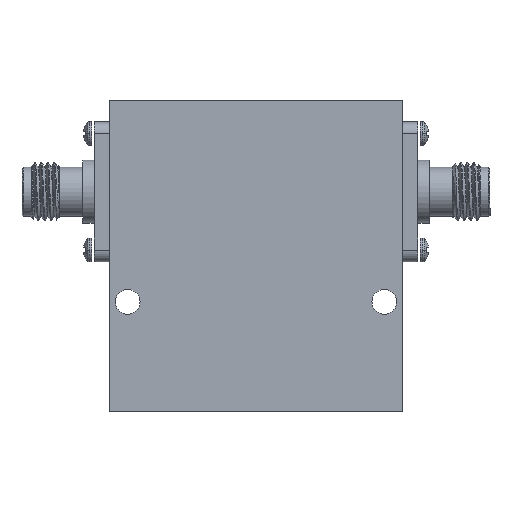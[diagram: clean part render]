
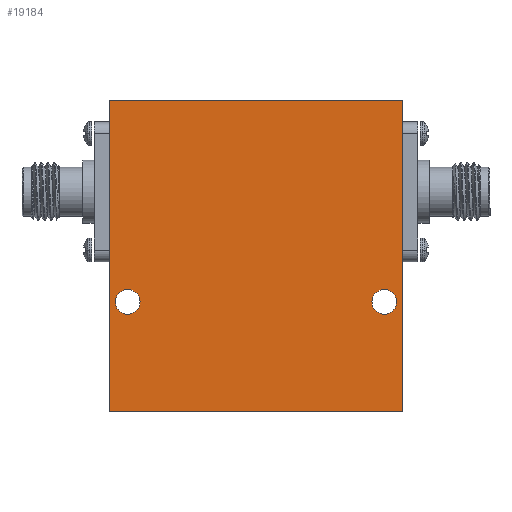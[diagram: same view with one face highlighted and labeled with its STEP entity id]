
A CAD part, front view. The second image highlights one B-rep face of the part: STEP entity #19184.
In plain terms, the highlighted planar face has unit normal (0, -1, 0).
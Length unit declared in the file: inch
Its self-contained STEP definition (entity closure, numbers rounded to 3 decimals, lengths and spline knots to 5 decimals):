
#49 = EDGE_LOOP ( 'NONE', ( #19124, #51298, #65538, #69044 ) ) ;
#432 = VECTOR ( 'NONE', #61591, 39.37008 ) ;
#1196 = DIRECTION ( 'NONE',  ( 0., 0., 1. ) ) ;
#1367 = EDGE_CURVE ( 'NONE', #65238, #59776, #11991, .T. ) ;
#2283 = VECTOR ( 'NONE', #18744, 39.37008 ) ;
#2761 = ORIENTED_EDGE ( 'NONE', *, *, #19504, .T. ) ;
#3867 = CIRCLE ( 'NONE', #45822, 0.05315 ) ;
#4964 = CARTESIAN_POINT ( 'NONE',  ( 0.55118, -0.35433, -0.19685 ) ) ;
#5177 = EDGE_CURVE ( 'NONE', #59776, #56858, #50514, .T. ) ;
#5732 = CARTESIAN_POINT ( 'NONE',  ( -0.62992, -0.35433, -0.66929 ) ) ;
#6867 = VERTEX_POINT ( 'NONE', #72536 ) ;
#7696 = DIRECTION ( 'NONE',  ( 0., 0., 1. ) ) ;
#11762 = AXIS2_PLACEMENT_3D ( 'NONE', #40671, #46580, #12740 ) ;
#11991 = LINE ( 'NONE', #37544, #432 ) ;
#12740 = DIRECTION ( 'NONE',  ( 0., 0., -1. ) ) ;
#13928 = DIRECTION ( 'NONE',  ( 0., 1., 0. ) ) ;
#16997 = EDGE_LOOP ( 'NONE', ( #37854, #2761 ) ) ;
#17204 = VERTEX_POINT ( 'NONE', #35425 ) ;
#17776 = CARTESIAN_POINT ( 'NONE',  ( 0.55118, -0.35433, -0.25 ) ) ;
#18715 = CARTESIAN_POINT ( 'NONE',  ( -0.62992, -0.35433, 0.66929 ) ) ;
#18744 = DIRECTION ( 'NONE',  ( 0., 0., -1. ) ) ;
#18937 = PLANE ( 'NONE',  #11762 ) ;
#19124 = ORIENTED_EDGE ( 'NONE', *, *, #49186, .F. ) ;
#19184 = ADVANCED_FACE ( 'NONE', ( #31496, #28874, #23521 ), #18937, .T. ) ;
#19504 = EDGE_CURVE ( 'NONE', #38342, #23017, #3867, .T. ) ;
#19533 = DIRECTION ( 'NONE',  ( 1., 0., 0. ) ) ;
#19592 = CARTESIAN_POINT ( 'NONE',  ( 0.55118, -0.35433, -0.1437 ) ) ;
#21822 = DIRECTION ( 'NONE',  ( 0., 1., 0. ) ) ;
#22390 = ORIENTED_EDGE ( 'NONE', *, *, #60021, .T. ) ;
#23017 = VERTEX_POINT ( 'NONE', #19592 ) ;
#23521 = FACE_OUTER_BOUND ( 'NONE', #49, .T. ) ;
#28460 = VECTOR ( 'NONE', #41610, 39.37008 ) ;
#28636 = CARTESIAN_POINT ( 'NONE',  ( -0.55118, -0.35433, -0.25 ) ) ;
#28874 = FACE_BOUND ( 'NONE', #16997, .T. ) ;
#29020 = DIRECTION ( 'NONE',  ( 0., 1., 0. ) ) ;
#29266 = LINE ( 'NONE', #30461, #53905 ) ;
#29379 = AXIS2_PLACEMENT_3D ( 'NONE', #69917, #13928, #7696 ) ;
#30228 = CIRCLE ( 'NONE', #29379, 0.05315 ) ;
#30461 = CARTESIAN_POINT ( 'NONE',  ( -0.62992, -0.35433, 0.66929 ) ) ;
#31496 = FACE_BOUND ( 'NONE', #33390, .T. ) ;
#33390 = EDGE_LOOP ( 'NONE', ( #34145, #22390 ) ) ;
#33824 = DIRECTION ( 'NONE',  ( 0., 0., 1. ) ) ;
#34145 = ORIENTED_EDGE ( 'NONE', *, *, #36975, .T. ) ;
#34438 = CARTESIAN_POINT ( 'NONE',  ( -0.55118, -0.35433, -0.19685 ) ) ;
#34945 = EDGE_CURVE ( 'NONE', #23017, #38342, #62659, .T. ) ;
#35425 = CARTESIAN_POINT ( 'NONE',  ( 0.62992, -0.35433, 0.66929 ) ) ;
#36975 = EDGE_CURVE ( 'NONE', #6867, #39575, #43837, .T. ) ;
#37544 = CARTESIAN_POINT ( 'NONE',  ( -0.62992, -0.35433, -0.66929 ) ) ;
#37854 = ORIENTED_EDGE ( 'NONE', *, *, #34945, .T. ) ;
#38332 = CARTESIAN_POINT ( 'NONE',  ( 0.62992, -0.35433, -0.66929 ) ) ;
#38342 = VERTEX_POINT ( 'NONE', #17776 ) ;
#38909 = DIRECTION ( 'NONE',  ( 0., 0., 1. ) ) ;
#39575 = VERTEX_POINT ( 'NONE', #28636 ) ;
#40671 = CARTESIAN_POINT ( 'NONE',  ( 0., -0.35433, 0. ) ) ;
#41610 = DIRECTION ( 'NONE',  ( 0., 0., 1. ) ) ;
#43837 = CIRCLE ( 'NONE', #46021, 0.05315 ) ;
#45822 = AXIS2_PLACEMENT_3D ( 'NONE', #4964, #21822, #38909 ) ;
#46021 = AXIS2_PLACEMENT_3D ( 'NONE', #34438, #29020, #1196 ) ;
#46580 = DIRECTION ( 'NONE',  ( 0., -1., 0. ) ) ;
#47094 = CARTESIAN_POINT ( 'NONE',  ( 0.62992, -0.35433, 0.66929 ) ) ;
#49186 = EDGE_CURVE ( 'NONE', #17204, #65238, #68559, .T. ) ;
#50514 = LINE ( 'NONE', #58118, #28460 ) ;
#51298 = ORIENTED_EDGE ( 'NONE', *, *, #63571, .F. ) ;
#53905 = VECTOR ( 'NONE', #19533, 39.37008 ) ;
#56272 = AXIS2_PLACEMENT_3D ( 'NONE', #67563, #56467, #33824 ) ;
#56467 = DIRECTION ( 'NONE',  ( 0., 1., 0. ) ) ;
#56858 = VERTEX_POINT ( 'NONE', #18715 ) ;
#58118 = CARTESIAN_POINT ( 'NONE',  ( -0.62992, -0.35433, 0.66929 ) ) ;
#59776 = VERTEX_POINT ( 'NONE', #5732 ) ;
#60021 = EDGE_CURVE ( 'NONE', #39575, #6867, #30228, .T. ) ;
#61591 = DIRECTION ( 'NONE',  ( -1., 0., 0. ) ) ;
#62659 = CIRCLE ( 'NONE', #56272, 0.05315 ) ;
#63571 = EDGE_CURVE ( 'NONE', #56858, #17204, #29266, .T. ) ;
#65238 = VERTEX_POINT ( 'NONE', #38332 ) ;
#65538 = ORIENTED_EDGE ( 'NONE', *, *, #5177, .F. ) ;
#67563 = CARTESIAN_POINT ( 'NONE',  ( 0.55118, -0.35433, -0.19685 ) ) ;
#68559 = LINE ( 'NONE', #47094, #2283 ) ;
#69044 = ORIENTED_EDGE ( 'NONE', *, *, #1367, .F. ) ;
#69917 = CARTESIAN_POINT ( 'NONE',  ( -0.55118, -0.35433, -0.19685 ) ) ;
#72536 = CARTESIAN_POINT ( 'NONE',  ( -0.55118, -0.35433, -0.1437 ) ) ;
